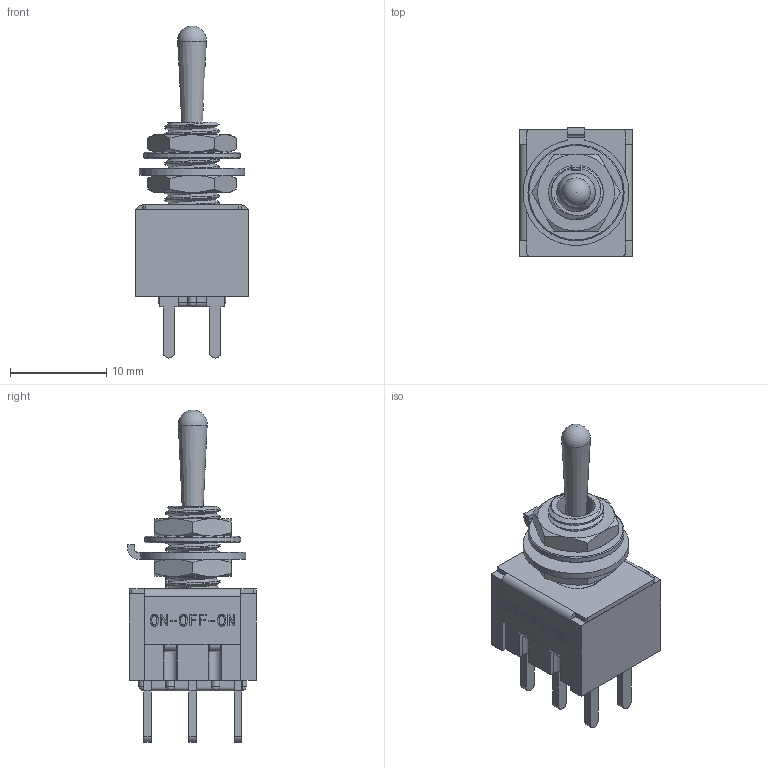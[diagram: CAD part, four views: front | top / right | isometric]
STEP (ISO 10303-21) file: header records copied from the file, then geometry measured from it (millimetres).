
FILE_DESCRIPTION(('FreeCAD Model'),'2;1');
FILE_NAME('Open CASCADE Shape Model','2025-09-29T02:37:41',( 'kicad StepUp'),('ksu MCAD'),'Open CASCADE STEP processor 7.6', 'FreeCAD','Unknown');
FILE_SCHEMA(('AUTOMOTIVE_DESIGN { 1 0 10303 214 1 1 1 1 }'));
Length unit declared in the file: millimetre
Products named in the file (24): Toggle_Switch_DPDT_PCB; Washer Anti Twist Protection; Nut M6x0.75mm; Nut M6x0.75mm  clone; Fantastic Plastic Body; Neck; Washer; PCB PIN 01; PCB PIN clone 02; PCB PIN clone 03; PCB PIN clone 04; PCB PIN clone 05; PCB PIN clone 06; Sheetmatal Frame; Font O 001; Font N 001; Font - 001; Font O 002; Font F 001; Font F 002; Font - 002; Font O 003; Font N 002; Batton
Assembly tree (23 placements, depth 2):
  Toggle_Switch_DPDT_PCB
    Washer Anti Twist Protection
    Nut M6x0.75mm
    Nut M6x0.75mm  clone
    Fantastic Plastic Body
    Neck
    Washer
    PCB PIN 01
    PCB PIN clone 02
    PCB PIN clone 03
    PCB PIN clone 04
    PCB PIN clone 05
    PCB PIN clone 06
    Sheetmatal Frame
    Font O 001
    Font N 001
    Font - 001
    Font O 002
    Font F 001
    Font F 002
    Font - 002
    Font O 003
    Font N 002
    Batton
Bounding box: 11.71 x 13.35 x 34.5 mm (x, y, z)
Volume: 1728 mm3; surface area: 2743.4 mm2
Topology: 23 solids, 23 shells, 560 faces, 1481 edges, 962 vertices
Faces by surface type: plane 271, extrusion 144, cylinder 83, cone 30, bspline 24, sphere 8
Full cylindrical faces by diameter (mm): 4 x1, 5 x1, 5.2 x2, 6.2 x1, 10 x1
Entity records: 20212 total; most frequent: CARTESIAN_POINT 6392, ORIENTED_EDGE 2948, DIRECTION 2287, EDGE_CURVE 1474, VECTOR 983, VERTEX_POINT 962, LINE 839, AXIS2_PLACEMENT_3D 652
